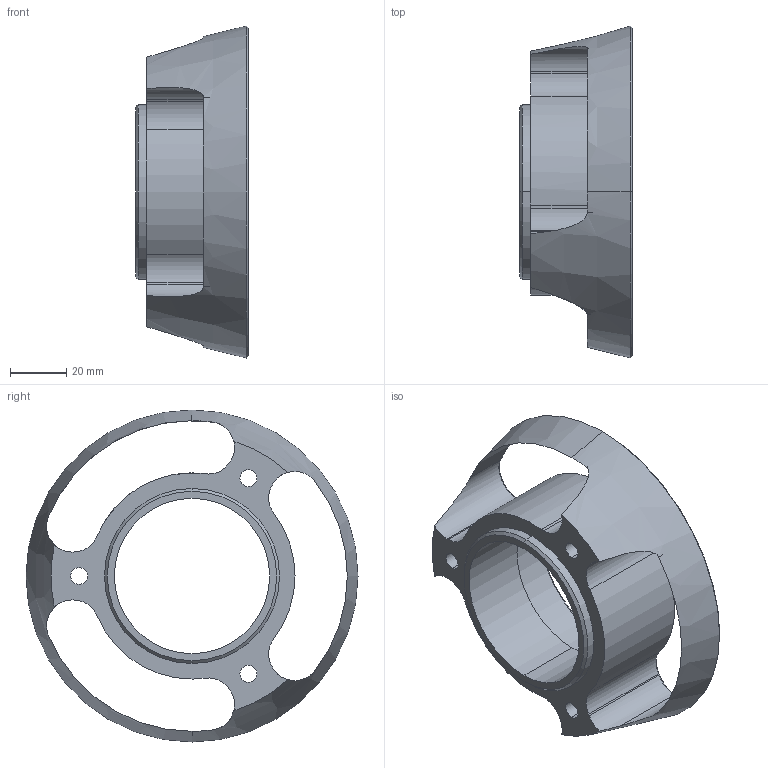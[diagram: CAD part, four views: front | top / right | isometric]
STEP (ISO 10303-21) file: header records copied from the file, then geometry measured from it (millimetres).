
FILE_DESCRIPTION (( 'STEP AP203' ), '1' );
FILE_NAME ('JANTE CARIO AV 1.STEP', '2023-12-11T19:39:34', ( '' ), ( '' ), 'SwSTEP 2.0', 'SolidWorks 2018', '' );
FILE_SCHEMA (( 'CONFIG_CONTROL_DESIGN' ));
Length unit declared in the file: millimetre
Products named in the file (1): JANTE CARIO AV 1
Bounding box: 40 x 117.6 x 117.6 mm (x, y, z)
Volume: 102137.4 mm3; surface area: 38071.6 mm2
Topology: 1 solids, 1 shells, 95 faces, 233 edges, 142 vertices
Faces by surface type: cylinder 40, cone 36, plane 19
Entity records: 3029 total; most frequent: CARTESIAN_POINT 602, DIRECTION 538, ORIENTED_EDGE 466, EDGE_CURVE 233, AXIS2_PLACEMENT_3D 216, VERTEX_POINT 142, CIRCLE 120, EDGE_LOOP 111
